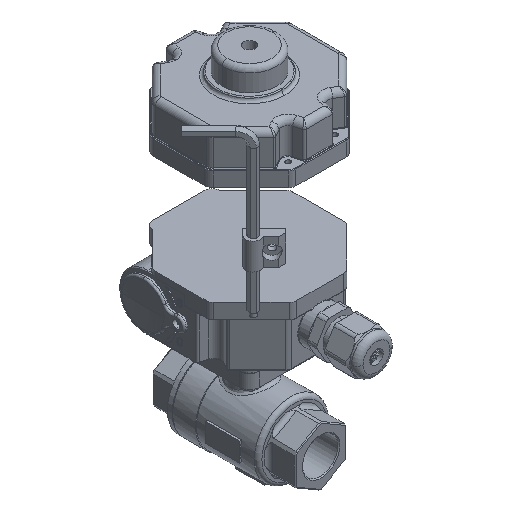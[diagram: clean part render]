
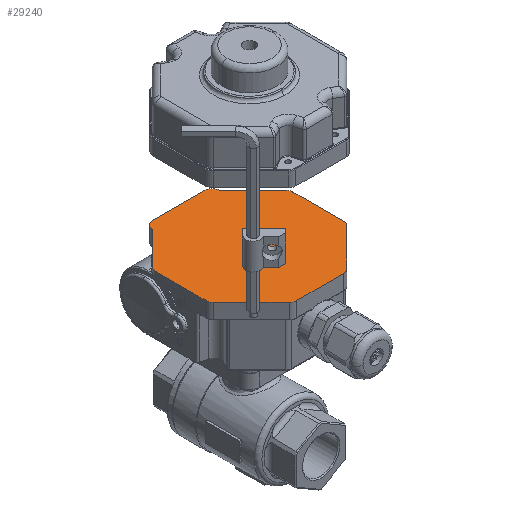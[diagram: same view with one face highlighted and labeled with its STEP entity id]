
A CAD part, isometric view. The second image highlights one B-rep face of the part: STEP entity #29240.
In plain terms, the highlighted face is planar.
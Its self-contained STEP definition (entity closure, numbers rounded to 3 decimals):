
#1079=PLANE('',#31749);
#2573=CIRCLE('',#31750,4.);
#2574=CIRCLE('',#31751,4.);
#2575=CIRCLE('',#31752,4.);
#2576=CIRCLE('',#31753,4.);
#2577=CIRCLE('',#31754,4.);
#2578=CIRCLE('',#31755,4.);
#2579=CIRCLE('',#31756,4.);
#2580=CIRCLE('',#31757,4.);
#7505=ORIENTED_EDGE('',*,*,#14073,.F.);
#7506=ORIENTED_EDGE('',*,*,#14074,.F.);
#7507=ORIENTED_EDGE('',*,*,#14075,.F.);
#7508=ORIENTED_EDGE('',*,*,#14076,.F.);
#7509=ORIENTED_EDGE('',*,*,#14077,.F.);
#7510=ORIENTED_EDGE('',*,*,#14078,.F.);
#7511=ORIENTED_EDGE('',*,*,#14079,.F.);
#7512=ORIENTED_EDGE('',*,*,#14080,.F.);
#7513=ORIENTED_EDGE('',*,*,#14081,.F.);
#7514=ORIENTED_EDGE('',*,*,#14082,.F.);
#7515=ORIENTED_EDGE('',*,*,#14083,.F.);
#7516=ORIENTED_EDGE('',*,*,#14084,.F.);
#7517=ORIENTED_EDGE('',*,*,#14085,.F.);
#7518=ORIENTED_EDGE('',*,*,#14086,.F.);
#7519=ORIENTED_EDGE('',*,*,#14087,.F.);
#7520=ORIENTED_EDGE('',*,*,#14088,.F.);
#14073=EDGE_CURVE('',#17636,#17637,#20040,.T.);
#14074=EDGE_CURVE('',#17638,#17636,#2573,.T.);
#14075=EDGE_CURVE('',#17639,#17638,#20041,.T.);
#14076=EDGE_CURVE('',#17640,#17639,#2574,.T.);
#14077=EDGE_CURVE('',#17641,#17640,#20042,.T.);
#14078=EDGE_CURVE('',#17642,#17641,#2575,.T.);
#14079=EDGE_CURVE('',#17643,#17642,#20043,.T.);
#14080=EDGE_CURVE('',#17644,#17643,#2576,.T.);
#14081=EDGE_CURVE('',#17645,#17644,#20044,.T.);
#14082=EDGE_CURVE('',#17646,#17645,#2577,.T.);
#14083=EDGE_CURVE('',#17647,#17646,#20045,.T.);
#14084=EDGE_CURVE('',#17648,#17647,#2578,.T.);
#14085=EDGE_CURVE('',#17649,#17648,#20046,.T.);
#14086=EDGE_CURVE('',#17650,#17649,#2579,.T.);
#14087=EDGE_CURVE('',#17651,#17650,#20047,.T.);
#14088=EDGE_CURVE('',#17637,#17651,#2580,.T.);
#17636=VERTEX_POINT('',#50391);
#17637=VERTEX_POINT('',#50392);
#17638=VERTEX_POINT('',#50394);
#17639=VERTEX_POINT('',#50396);
#17640=VERTEX_POINT('',#50398);
#17641=VERTEX_POINT('',#50400);
#17642=VERTEX_POINT('',#50402);
#17643=VERTEX_POINT('',#50404);
#17644=VERTEX_POINT('',#50406);
#17645=VERTEX_POINT('',#50408);
#17646=VERTEX_POINT('',#50410);
#17647=VERTEX_POINT('',#50412);
#17648=VERTEX_POINT('',#50414);
#17649=VERTEX_POINT('',#50416);
#17650=VERTEX_POINT('',#50418);
#17651=VERTEX_POINT('',#50420);
#20040=LINE('',#50390,#21930);
#20041=LINE('',#50395,#21931);
#20042=LINE('',#50399,#21932);
#20043=LINE('',#50403,#21933);
#20044=LINE('',#50407,#21934);
#20045=LINE('',#50411,#21935);
#20046=LINE('',#50415,#21936);
#20047=LINE('',#50419,#21937);
#21930=VECTOR('',#37607,1000.);
#21931=VECTOR('',#37610,1000.);
#21932=VECTOR('',#37613,1000.);
#21933=VECTOR('',#37616,1000.);
#21934=VECTOR('',#37619,1000.);
#21935=VECTOR('',#37622,1000.);
#21936=VECTOR('',#37625,1000.);
#21937=VECTOR('',#37628,1000.);
#23693=EDGE_LOOP('',(#7505,#7506,#7507,#7508,#7509,#7510,#7511,#7512,#7513,
#7514,#7515,#7516,#7517,#7518,#7519,#7520));
#25627=FACE_BOUND('',#23693,.T.);
#29240=ADVANCED_FACE('',(#25627),#1079,.F.);
#31749=AXIS2_PLACEMENT_3D('',#50389,#37605,#37606);
#31750=AXIS2_PLACEMENT_3D('',#50393,#37608,#37609);
#31751=AXIS2_PLACEMENT_3D('',#50397,#37611,#37612);
#31752=AXIS2_PLACEMENT_3D('',#50401,#37614,#37615);
#31753=AXIS2_PLACEMENT_3D('',#50405,#37617,#37618);
#31754=AXIS2_PLACEMENT_3D('',#50409,#37620,#37621);
#31755=AXIS2_PLACEMENT_3D('',#50413,#37623,#37624);
#31756=AXIS2_PLACEMENT_3D('',#50417,#37626,#37627);
#31757=AXIS2_PLACEMENT_3D('',#50421,#37629,#37630);
#37605=DIRECTION('',(0.,-1.,0.));
#37606=DIRECTION('',(0.,0.,-1.));
#37607=DIRECTION('',(1.,0.,0.));
#37608=DIRECTION('',(0.,-1.,0.));
#37609=DIRECTION('',(0.,0.,1.));
#37610=DIRECTION('',(0.707,0.,-0.707));
#37611=DIRECTION('',(0.,-1.,0.));
#37612=DIRECTION('',(0.,0.,1.));
#37613=DIRECTION('',(0.,0.,-1.));
#37614=DIRECTION('',(0.,-1.,0.));
#37615=DIRECTION('',(0.,0.,1.));
#37616=DIRECTION('',(-0.707,0.,-0.707));
#37617=DIRECTION('',(0.,-1.,0.));
#37618=DIRECTION('',(0.,0.,1.));
#37619=DIRECTION('',(-1.,0.,0.));
#37620=DIRECTION('',(0.,-1.,0.));
#37621=DIRECTION('',(0.,0.,1.));
#37622=DIRECTION('',(-0.707,0.,0.707));
#37623=DIRECTION('',(0.,-1.,0.));
#37624=DIRECTION('',(0.,0.,1.));
#37625=DIRECTION('',(0.,0.,1.));
#37626=DIRECTION('',(0.,-1.,0.));
#37627=DIRECTION('',(0.,0.,1.));
#37628=DIRECTION('',(0.707,0.,0.707));
#37629=DIRECTION('',(0.,-1.,0.));
#37630=DIRECTION('',(0.,0.,1.));
#50389=CARTESIAN_POINT('',(13.67,0.,-33.));
#50390=CARTESIAN_POINT('',(13.67,0.,-37.));
#50391=CARTESIAN_POINT('',(-13.67,0.,-37.));
#50392=CARTESIAN_POINT('',(13.67,0.,-37.));
#50393=CARTESIAN_POINT('',(-13.67,0.,-33.));
#50394=CARTESIAN_POINT('',(-17.662,0.,-33.249));
#50395=CARTESIAN_POINT('',(-34.828,0.,-16.083));
#50396=CARTESIAN_POINT('',(-34.828,0.,-16.083));
#50397=CARTESIAN_POINT('',(-32.,0.,-13.255));
#50398=CARTESIAN_POINT('',(-36.,0.,-13.255));
#50399=CARTESIAN_POINT('',(-36.,0.,-33.));
#50400=CARTESIAN_POINT('',(-36.,0.,13.255));
#50401=CARTESIAN_POINT('',(-32.,0.,13.255));
#50402=CARTESIAN_POINT('',(-34.828,0.,16.083));
#50403=CARTESIAN_POINT('',(-15.083,0.,35.828));
#50404=CARTESIAN_POINT('',(-15.083,0.,35.828));
#50405=CARTESIAN_POINT('',(-12.255,0.,33.));
#50406=CARTESIAN_POINT('',(-12.255,0.,37.));
#50407=CARTESIAN_POINT('',(13.67,0.,37.));
#50408=CARTESIAN_POINT('',(12.255,0.,37.));
#50409=CARTESIAN_POINT('',(12.255,0.,33.));
#50410=CARTESIAN_POINT('',(15.083,0.,35.828));
#50411=CARTESIAN_POINT('',(34.828,0.,16.083));
#50412=CARTESIAN_POINT('',(34.828,0.,16.083));
#50413=CARTESIAN_POINT('',(32.,0.,13.255));
#50414=CARTESIAN_POINT('',(36.,0.,13.255));
#50415=CARTESIAN_POINT('',(36.,0.,-33.));
#50416=CARTESIAN_POINT('',(36.,0.,-13.255));
#50417=CARTESIAN_POINT('',(32.,0.,-13.255));
#50418=CARTESIAN_POINT('',(34.828,0.,-16.083));
#50419=CARTESIAN_POINT('',(17.662,0.,-33.249));
#50420=CARTESIAN_POINT('',(17.662,0.,-33.249));
#50421=CARTESIAN_POINT('',(13.67,0.,-33.));
